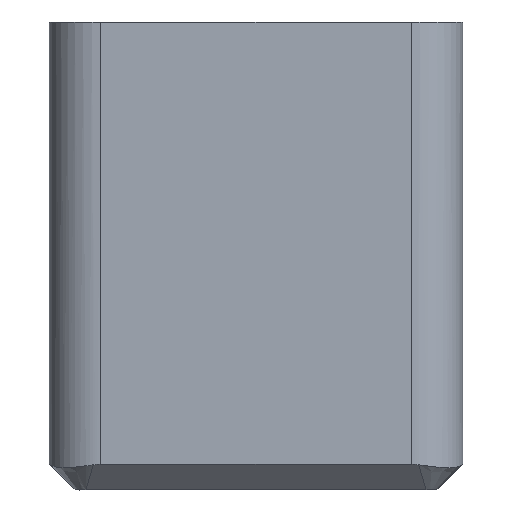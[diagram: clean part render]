
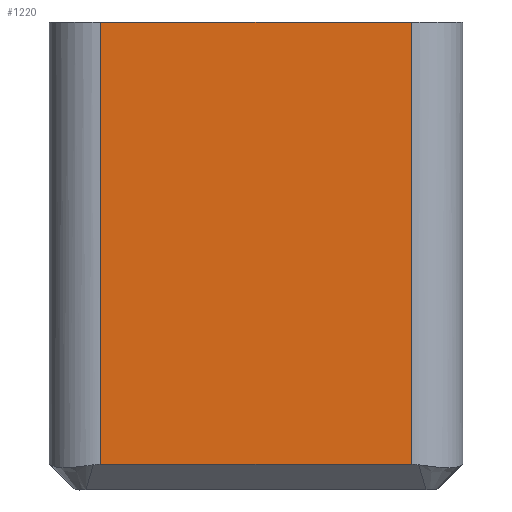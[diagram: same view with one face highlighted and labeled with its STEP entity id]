
A CAD part, left-side view. The second image highlights one B-rep face of the part: STEP entity #1220.
In plain terms, the highlighted planar face has unit normal (-1, 0, 0).
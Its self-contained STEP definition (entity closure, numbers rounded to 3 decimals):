
#28=PLANE('',#1314);
#86=FACE_OUTER_BOUND('',#155,.T.);
#155=EDGE_LOOP('',(#883,#884,#885,#886));
#257=LINE('',#1730,#401);
#265=LINE('',#1760,#409);
#266=LINE('',#1775,#410);
#267=LINE('',#1776,#411);
#401=VECTOR('',#1403,10.);
#409=VECTOR('',#1429,10.);
#410=VECTOR('',#1434,10.);
#411=VECTOR('',#1435,10.);
#556=VERTEX_POINT('',#1727);
#557=VERTEX_POINT('',#1729);
#570=VERTEX_POINT('',#1758);
#572=VERTEX_POINT('',#1774);
#678=EDGE_CURVE('',#556,#557,#257,.T.);
#693=EDGE_CURVE('',#570,#556,#265,.T.);
#696=EDGE_CURVE('',#572,#570,#266,.F.);
#697=EDGE_CURVE('',#557,#572,#267,.T.);
#883=ORIENTED_EDGE('',*,*,#693,.F.);
#884=ORIENTED_EDGE('',*,*,#696,.F.);
#885=ORIENTED_EDGE('',*,*,#697,.F.);
#886=ORIENTED_EDGE('',*,*,#678,.F.);
#1220=ADVANCED_FACE('',(#86),#28,.T.);
#1314=AXIS2_PLACEMENT_3D('',#1773,#1432,#1433);
#1403=DIRECTION('',(0.,-1.,0.));
#1429=DIRECTION('',(0.,0.,1.));
#1432=DIRECTION('center_axis',(-1.,0.,0.));
#1433=DIRECTION('ref_axis',(0.,-1.,0.));
#1434=DIRECTION('',(0.,-1.,0.));
#1435=DIRECTION('',(0.,0.,-1.));
#1727=CARTESIAN_POINT('',(-4.,3.,9.05));
#1729=CARTESIAN_POINT('',(-4.,-3.,9.05));
#1730=CARTESIAN_POINT('',(-4.,1.625,9.05));
#1758=CARTESIAN_POINT('',(-4.,3.,0.5));
#1760=CARTESIAN_POINT('',(-4.,3.,0.));
#1773=CARTESIAN_POINT('Origin',(-4.,3.25,0.));
#1774=CARTESIAN_POINT('',(-4.,-3.,0.5));
#1775=CARTESIAN_POINT('',(-4.,2.438,0.5));
#1776=CARTESIAN_POINT('',(-4.,-3.,0.));
